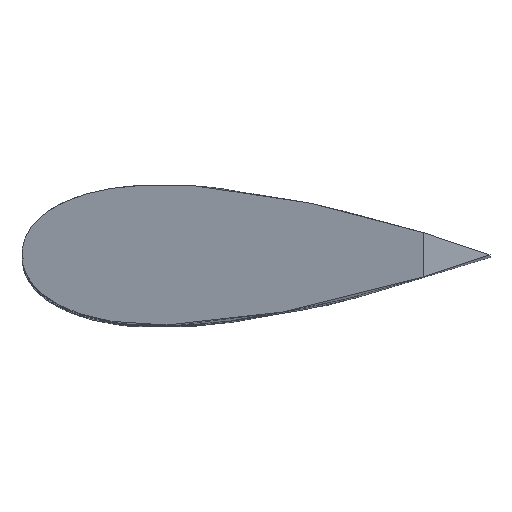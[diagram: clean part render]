
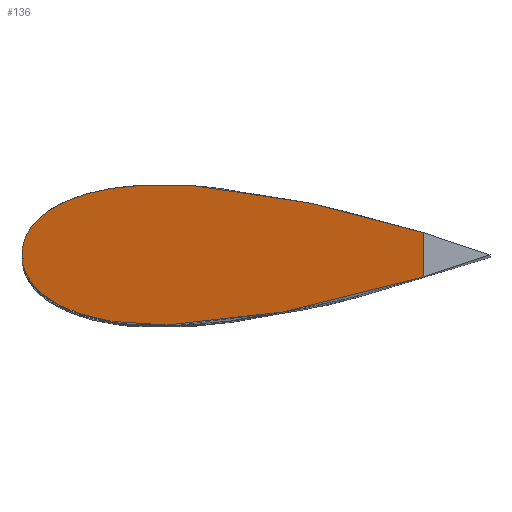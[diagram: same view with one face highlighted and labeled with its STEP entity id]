
A CAD part, top view. The second image highlights one B-rep face of the part: STEP entity #136.
In plain terms, the highlighted planar face has unit normal (-0.225, 0, 0.974).
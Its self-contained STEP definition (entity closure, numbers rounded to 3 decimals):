
#74=PLANE('',#152);
#75=B_SPLINE_CURVE_WITH_KNOTS('',3,(#250,#251,#252,#253,#254,#255,#256,
#257,#258,#259,#260,#261,#262,#263,#264,#265,#266,#267,#268,#269),
 .UNSPECIFIED.,.F.,.F.,(4,1,1,1,1,1,1,1,1,1,1,1,1,1,1,1,1,4),(0.,0.014,
0.021,0.028,0.035,0.042,
0.057,0.085,0.099,0.113,
0.141,0.17,0.198,0.226,
0.283,0.339,0.396,0.453),
 .UNSPECIFIED.);
#79=B_SPLINE_CURVE_WITH_KNOTS('',3,(#447,#448,#449,#450,#451,#452,#453,
#454,#455,#456,#457,#458,#459,#460,#461,#462,#463,#464,#465,#466),
 .UNSPECIFIED.,.F.,.F.,(4,1,1,1,1,1,1,1,1,1,1,1,1,1,1,1,1,4),(0.,0.056,
0.112,0.168,0.224,0.281,
0.309,0.337,0.351,0.365,
0.379,0.393,0.407,0.414,
0.421,0.435,0.442,0.449),
 .UNSPECIFIED.);
#96=ORIENTED_EDGE('',*,*,#105,.F.);
#97=ORIENTED_EDGE('',*,*,#107,.F.);
#98=ORIENTED_EDGE('',*,*,#100,.F.);
#100=EDGE_CURVE('',#109,#110,#75,.T.);
#105=EDGE_CURVE('',#113,#109,#79,.T.);
#107=EDGE_CURVE('',#110,#113,#116,.T.);
#109=VERTEX_POINT('',#249);
#110=VERTEX_POINT('',#270);
#113=VERTEX_POINT('',#446);
#116=LINE('',#514,#119);
#119=VECTOR('',#175,1000.);
#124=EDGE_LOOP('',(#96,#97,#98));
#129=FACE_BOUND('',#124,.T.);
#136=ADVANCED_FACE('',(#129),#74,.T.);
#152=AXIS2_PLACEMENT_3D('',#516,#178,#179);
#175=DIRECTION('',(0.,-1.,0.));
#178=DIRECTION('',(-0.225,0.,0.974));
#179=DIRECTION('',(0.974,0.,0.225));
#249=CARTESIAN_POINT('',(0.001,0.,1506.875));
#250=CARTESIAN_POINT('',(0.001,0.,1506.875));
#251=CARTESIAN_POINT('',(0.001,4.785,1506.875));
#252=CARTESIAN_POINT('',(1.116,11.808,1507.132));
#253=CARTESIAN_POINT('',(4.8,20.603,1507.983));
#254=CARTESIAN_POINT('',(8.434,26.634,1508.822));
#255=CARTESIAN_POINT('',(12.851,32.196,1509.841));
#256=CARTESIAN_POINT('',(19.382,38.774,1511.349));
#257=CARTESIAN_POINT('',(32.501,48.667,1514.378));
#258=CARTESIAN_POINT('',(49.161,56.423,1518.224));
#259=CARTESIAN_POINT('',(66.815,62.006,1522.3));
#260=CARTESIAN_POINT('',(84.615,66.207,1526.409));
#261=CARTESIAN_POINT('',(107.151,69.399,1531.612));
#262=CARTESIAN_POINT('',(134.599,70.781,1537.949));
#263=CARTESIAN_POINT('',(162.049,70.244,1544.286));
#264=CARTESIAN_POINT('',(198.382,67.547,1552.675));
#265=CARTESIAN_POINT('',(243.526,61.248,1563.097));
#266=CARTESIAN_POINT('',(297.387,50.524,1575.532));
#267=CARTESIAN_POINT('',(350.649,37.506,1587.828));
#268=CARTESIAN_POINT('',(385.851,27.506,1595.955));
#269=CARTESIAN_POINT('',(403.37,22.172,1600.));
#270=CARTESIAN_POINT('',(403.37,22.172,1600.));
#446=CARTESIAN_POINT('',(403.37,-22.172,1600.));
#447=CARTESIAN_POINT('',(403.37,-22.172,1600.));
#448=CARTESIAN_POINT('',(385.87,-27.5,1595.96));
#449=CARTESIAN_POINT('',(350.711,-37.489,1587.843));
#450=CARTESIAN_POINT('',(297.544,-50.486,1575.568));
#451=CARTESIAN_POINT('',(243.764,-61.21,1563.152));
#452=CARTESIAN_POINT('',(189.601,-68.768,1550.647));
#453=CARTESIAN_POINT('',(144.43,-71.207,1540.219));
#454=CARTESIAN_POINT('',(108.21,-69.492,1531.857));
#455=CARTESIAN_POINT('',(85.474,-66.374,1526.608));
#456=CARTESIAN_POINT('',(67.354,-62.153,1522.425));
#457=CARTESIAN_POINT('',(54.085,-58.014,1519.361));
#458=CARTESIAN_POINT('',(41.145,-52.668,1516.374));
#459=CARTESIAN_POINT('',(28.981,-45.998,1513.565));
#460=CARTESIAN_POINT('',(19.538,-38.911,1511.385));
#461=CARTESIAN_POINT('',(12.934,-32.293,1509.861));
#462=CARTESIAN_POINT('',(7.005,-24.848,1508.492));
#463=CARTESIAN_POINT('',(2.675,-16.53,1507.492));
#464=CARTESIAN_POINT('',(0.368,-7.163,1506.959));
#465=CARTESIAN_POINT('',(0.001,-2.406,1506.875));
#466=CARTESIAN_POINT('',(0.001,0.,1506.875));
#514=CARTESIAN_POINT('',(403.37,63.896,1600.));
#516=CARTESIAN_POINT('',(490.,750.,1620.));
